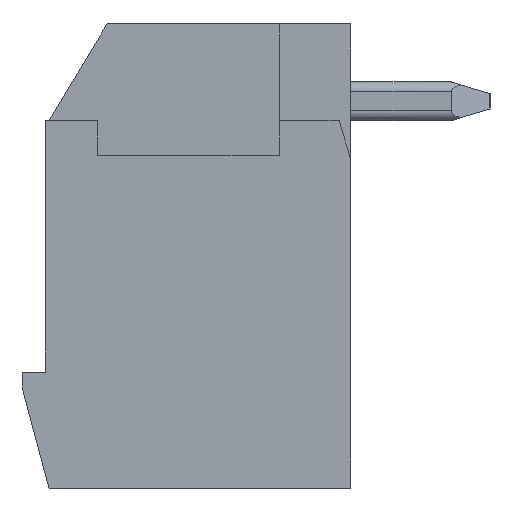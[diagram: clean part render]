
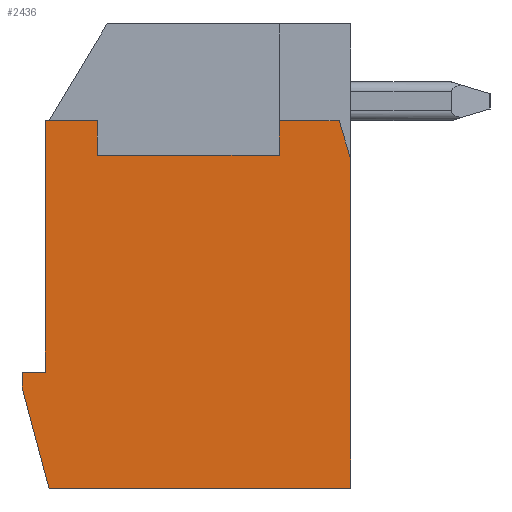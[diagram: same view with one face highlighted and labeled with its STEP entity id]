
A CAD part, left-side view. The second image highlights one B-rep face of the part: STEP entity #2436.
In plain terms, the highlighted planar face has unit normal (-1, 0, 0).
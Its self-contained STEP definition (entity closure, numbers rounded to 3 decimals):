
#4 = ORIENTED_EDGE ( 'NONE', *, *, #2711, .T. ) ;
#19 = LINE ( 'NONE', #320, #5659 ) ;
#59 = PLANE ( 'NONE',  #3832 ) ;
#65 = VECTOR ( 'NONE', #1166, 1000. ) ;
#67 = LINE ( 'NONE', #5405, #2126 ) ;
#110 = LINE ( 'NONE', #5663, #65 ) ;
#260 = FACE_OUTER_BOUND ( 'NONE', #3096, .T. ) ;
#320 = CARTESIAN_POINT ( 'NONE',  ( -11.891, 3.294, -26.4 ) ) ;
#329 = CARTESIAN_POINT ( 'NONE',  ( -11.891, -3.356, -20.8 ) ) ;
#372 = VECTOR ( 'NONE', #5362, 1000. ) ;
#509 = VERTEX_POINT ( 'NONE', #1082 ) ;
#523 = VECTOR ( 'NONE', #4514, 1000. ) ;
#539 = CARTESIAN_POINT ( 'NONE',  ( -11.891, 3.294, -26.788 ) ) ;
#750 = DIRECTION ( 'NONE',  ( 0., 0., -1. ) ) ;
#853 = CARTESIAN_POINT ( 'NONE',  ( -11.891, -5.206, -17.4 ) ) ;
#870 = ORIENTED_EDGE ( 'NONE', *, *, #2138, .T. ) ;
#879 = CARTESIAN_POINT ( 'NONE',  ( -11.891, -5.206, -29.4 ) ) ;
#960 = EDGE_CURVE ( 'NONE', #4288, #5090, #67, .T. ) ;
#1078 = VECTOR ( 'NONE', #3182, 1000. ) ;
#1082 = CARTESIAN_POINT ( 'NONE',  ( -11.891, -4.906, -19.9 ) ) ;
#1086 = ORIENTED_EDGE ( 'NONE', *, *, #2542, .T. ) ;
#1166 = DIRECTION ( 'NONE',  ( 0., 1., 0. ) ) ;
#1172 = DIRECTION ( 'NONE',  ( 0., 1., 0. ) ) ;
#1276 = CARTESIAN_POINT ( 'NONE',  ( -11.891, 3.294, -26.788 ) ) ;
#1390 = EDGE_CURVE ( 'NONE', #3091, #1857, #1916, .T. ) ;
#1501 = DIRECTION ( 'NONE',  ( 0., -0.259, -0.966 ) ) ;
#1571 = EDGE_CURVE ( 'NONE', #4228, #4890, #5396, .T. ) ;
#1617 = CARTESIAN_POINT ( 'NONE',  ( -11.891, 3.294, -29.4 ) ) ;
#1857 = VERTEX_POINT ( 'NONE', #5635 ) ;
#1913 = DIRECTION ( 'NONE',  ( 0., 0., -1. ) ) ;
#1916 = LINE ( 'NONE', #6084, #4470 ) ;
#1967 = EDGE_CURVE ( 'NONE', #4288, #3091, #110, .T. ) ;
#2111 = VECTOR ( 'NONE', #6215, 1000. ) ;
#2119 = LINE ( 'NONE', #1276, #5596 ) ;
#2126 = VECTOR ( 'NONE', #6225, 1000. ) ;
#2138 = EDGE_CURVE ( 'NONE', #4076, #4292, #2119, .T. ) ;
#2178 = ORIENTED_EDGE ( 'NONE', *, *, #5452, .T. ) ;
#2217 = VECTOR ( 'NONE', #5853, 1000. ) ;
#2325 = CARTESIAN_POINT ( 'NONE',  ( -11.891, 2.594, -29.4 ) ) ;
#2353 = DIRECTION ( 'NONE',  ( 0., 1., 0. ) ) ;
#2355 = VECTOR ( 'NONE', #2880, 1000. ) ;
#2436 = ADVANCED_FACE ( 'NONE', ( #260 ), #59, .T. ) ;
#2445 = LINE ( 'NONE', #3284, #5196 ) ;
#2542 = EDGE_CURVE ( 'NONE', #5485, #3826, #2758, .T. ) ;
#2631 = CARTESIAN_POINT ( 'NONE',  ( -11.891, -5.206, -20.9 ) ) ;
#2651 = ORIENTED_EDGE ( 'NONE', *, *, #4439, .T. ) ;
#2711 = EDGE_CURVE ( 'NONE', #509, #4228, #4877, .T. ) ;
#2744 = LINE ( 'NONE', #6074, #372 ) ;
#2758 = LINE ( 'NONE', #5277, #1078 ) ;
#2880 = DIRECTION ( 'NONE',  ( 0., 1., 0. ) ) ;
#2983 = CARTESIAN_POINT ( 'NONE',  ( -11.891, -3.356, -29.4 ) ) ;
#3091 = VERTEX_POINT ( 'NONE', #5650 ) ;
#3096 = EDGE_LOOP ( 'NONE', ( #2651, #1086, #2178, #4465, #4, #5229, #4958, #5309, #5376, #5415, #3735, #870 ) ) ;
#3157 = CARTESIAN_POINT ( 'NONE',  ( -11.891, 1.344, -19.9 ) ) ;
#3182 = DIRECTION ( 'NONE',  ( 0., -1., 0. ) ) ;
#3284 = CARTESIAN_POINT ( 'NONE',  ( -11.891, 3.294, -26.788 ) ) ;
#3656 = CARTESIAN_POINT ( 'NONE',  ( -11.891, -5.206, -20.9 ) ) ;
#3735 = ORIENTED_EDGE ( 'NONE', *, *, #5369, .T. ) ;
#3826 = VERTEX_POINT ( 'NONE', #879 ) ;
#3832 = AXIS2_PLACEMENT_3D ( 'NONE', #1617, #4437, #2353 ) ;
#4076 = VERTEX_POINT ( 'NONE', #5575 ) ;
#4228 = VERTEX_POINT ( 'NONE', #6073 ) ;
#4272 = LINE ( 'NONE', #2631, #2217 ) ;
#4288 = VERTEX_POINT ( 'NONE', #3157 ) ;
#4292 = VERTEX_POINT ( 'NONE', #539 ) ;
#4437 = DIRECTION ( 'NONE',  ( -1., 0., 0. ) ) ;
#4439 = EDGE_CURVE ( 'NONE', #4292, #5485, #2445, .T. ) ;
#4465 = ORIENTED_EDGE ( 'NONE', *, *, #5565, .T. ) ;
#4470 = VECTOR ( 'NONE', #750, 1000. ) ;
#4514 = DIRECTION ( 'NONE',  ( 0., 0., 1. ) ) ;
#4877 = LINE ( 'NONE', #5728, #2355 ) ;
#4890 = VERTEX_POINT ( 'NONE', #329 ) ;
#4958 = ORIENTED_EDGE ( 'NONE', *, *, #5797, .T. ) ;
#5090 = VERTEX_POINT ( 'NONE', #5210 ) ;
#5196 = VECTOR ( 'NONE', #1501, 1000. ) ;
#5210 = CARTESIAN_POINT ( 'NONE',  ( -11.891, 1.344, -20.8 ) ) ;
#5229 = ORIENTED_EDGE ( 'NONE', *, *, #1571, .T. ) ;
#5277 = CARTESIAN_POINT ( 'NONE',  ( -11.891, 3.294, -29.4 ) ) ;
#5309 = ORIENTED_EDGE ( 'NONE', *, *, #960, .F. ) ;
#5362 = DIRECTION ( 'NONE',  ( 0., 1., 0. ) ) ;
#5369 = EDGE_CURVE ( 'NONE', #1857, #4076, #19, .T. ) ;
#5376 = ORIENTED_EDGE ( 'NONE', *, *, #1967, .T. ) ;
#5396 = LINE ( 'NONE', #2983, #2111 ) ;
#5405 = CARTESIAN_POINT ( 'NONE',  ( -11.891, 1.344, -14.73 ) ) ;
#5415 = ORIENTED_EDGE ( 'NONE', *, *, #1390, .T. ) ;
#5452 = EDGE_CURVE ( 'NONE', #3826, #5576, #6400, .T. ) ;
#5485 = VERTEX_POINT ( 'NONE', #2325 ) ;
#5565 = EDGE_CURVE ( 'NONE', #5576, #509, #4272, .T. ) ;
#5575 = CARTESIAN_POINT ( 'NONE',  ( -11.891, 3.294, -26.4 ) ) ;
#5576 = VERTEX_POINT ( 'NONE', #3656 ) ;
#5596 = VECTOR ( 'NONE', #1913, 1000. ) ;
#5635 = CARTESIAN_POINT ( 'NONE',  ( -11.891, 2.694, -26.4 ) ) ;
#5650 = CARTESIAN_POINT ( 'NONE',  ( -11.891, 2.694, -19.9 ) ) ;
#5659 = VECTOR ( 'NONE', #1172, 1000. ) ;
#5663 = CARTESIAN_POINT ( 'NONE',  ( -11.891, 3.294, -19.9 ) ) ;
#5728 = CARTESIAN_POINT ( 'NONE',  ( -11.891, 3.294, -19.9 ) ) ;
#5797 = EDGE_CURVE ( 'NONE', #4890, #5090, #2744, .T. ) ;
#5853 = DIRECTION ( 'NONE',  ( 0., 0.287, 0.958 ) ) ;
#6073 = CARTESIAN_POINT ( 'NONE',  ( -11.891, -3.356, -19.9 ) ) ;
#6074 = CARTESIAN_POINT ( 'NONE',  ( -11.891, 3.294, -20.8 ) ) ;
#6084 = CARTESIAN_POINT ( 'NONE',  ( -11.891, 2.694, -29.4 ) ) ;
#6215 = DIRECTION ( 'NONE',  ( 0., 0., -1. ) ) ;
#6225 = DIRECTION ( 'NONE',  ( 0., 0., -1. ) ) ;
#6400 = LINE ( 'NONE', #853, #523 ) ;
